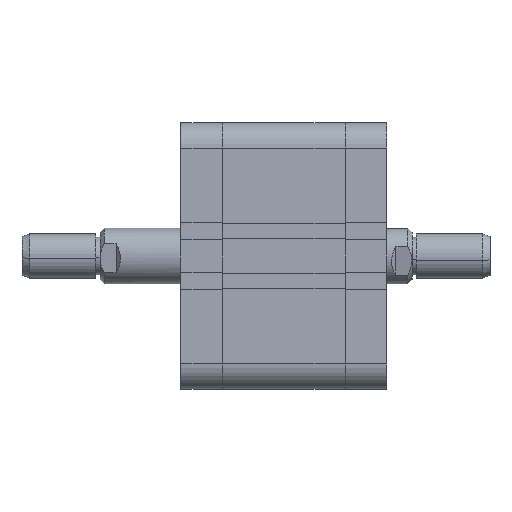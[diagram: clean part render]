
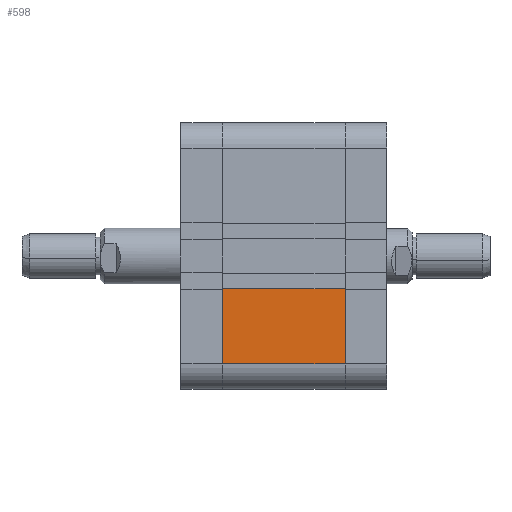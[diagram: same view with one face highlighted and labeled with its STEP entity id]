
A CAD part, front view. The second image highlights one B-rep face of the part: STEP entity #598.
In plain terms, the highlighted planar face has unit normal (0, -1, 0).
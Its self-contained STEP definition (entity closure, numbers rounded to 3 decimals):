
#258 = LINE ( 'NONE', #14606, #877 ) ;
#598 = ADVANCED_FACE ( 'NONE', ( #3131 ), #3239, .F. ) ;
#695 = EDGE_CURVE ( 'NONE', #15176, #6280, #16126, .T. ) ;
#831 = EDGE_CURVE ( 'NONE', #8784, #15176, #258, .T. ) ;
#877 = VECTOR ( 'NONE', #8276, 1000. ) ;
#1179 = CARTESIAN_POINT ( 'NONE',  ( 44., -47.75, -47.75 ) ) ;
#2827 = VERTEX_POINT ( 'NONE', #7025 ) ;
#3131 = FACE_OUTER_BOUND ( 'NONE', #18472, .T. ) ;
#3239 = PLANE ( 'NONE',  #6492 ) ;
#3736 = LINE ( 'NONE', #22047, #11556 ) ;
#4646 = EDGE_CURVE ( 'NONE', #2827, #8784, #3736, .T. ) ;
#5961 = DIRECTION ( 'NONE',  ( -1., 0., 0. ) ) ;
#6280 = VERTEX_POINT ( 'NONE', #7212 ) ;
#6492 = AXIS2_PLACEMENT_3D ( 'NONE', #17439, #19321, #14146 ) ;
#7025 = CARTESIAN_POINT ( 'NONE',  ( 44., -47.75, -11.8 ) ) ;
#7212 = CARTESIAN_POINT ( 'NONE',  ( 44., -47.75, -38.75 ) ) ;
#7357 = ORIENTED_EDGE ( 'NONE', *, *, #831, .T. ) ;
#8276 = DIRECTION ( 'NONE',  ( 0., 0., -1. ) ) ;
#8354 = DIRECTION ( 'NONE',  ( 0., 0., -1. ) ) ;
#8784 = VERTEX_POINT ( 'NONE', #12080 ) ;
#11556 = VECTOR ( 'NONE', #5961, 1000. ) ;
#12080 = CARTESIAN_POINT ( 'NONE',  ( 0., -47.75, -11.8 ) ) ;
#12261 = ORIENTED_EDGE ( 'NONE', *, *, #13095, .F. ) ;
#13095 = EDGE_CURVE ( 'NONE', #2827, #6280, #19599, .T. ) ;
#13249 = ORIENTED_EDGE ( 'NONE', *, *, #695, .T. ) ;
#13880 = VECTOR ( 'NONE', #8354, 1000. ) ;
#14022 = VECTOR ( 'NONE', #14845, 1000. ) ;
#14146 = DIRECTION ( 'NONE',  ( 0., 0., 1. ) ) ;
#14150 = ORIENTED_EDGE ( 'NONE', *, *, #4646, .T. ) ;
#14606 = CARTESIAN_POINT ( 'NONE',  ( 0., -47.75, -47.75 ) ) ;
#14845 = DIRECTION ( 'NONE',  ( 1., 0., 0. ) ) ;
#15176 = VERTEX_POINT ( 'NONE', #20658 ) ;
#16126 = LINE ( 'NONE', #20105, #14022 ) ;
#17439 = CARTESIAN_POINT ( 'NONE',  ( 44., -47.75, -47.75 ) ) ;
#18472 = EDGE_LOOP ( 'NONE', ( #14150, #7357, #13249, #12261 ) ) ;
#19321 = DIRECTION ( 'NONE',  ( 0., 1., 0. ) ) ;
#19599 = LINE ( 'NONE', #1179, #13880 ) ;
#20105 = CARTESIAN_POINT ( 'NONE',  ( 44., -47.75, -38.75 ) ) ;
#20658 = CARTESIAN_POINT ( 'NONE',  ( 0., -47.75, -38.75 ) ) ;
#22047 = CARTESIAN_POINT ( 'NONE',  ( 44.001, -47.75, -11.8 ) ) ;
